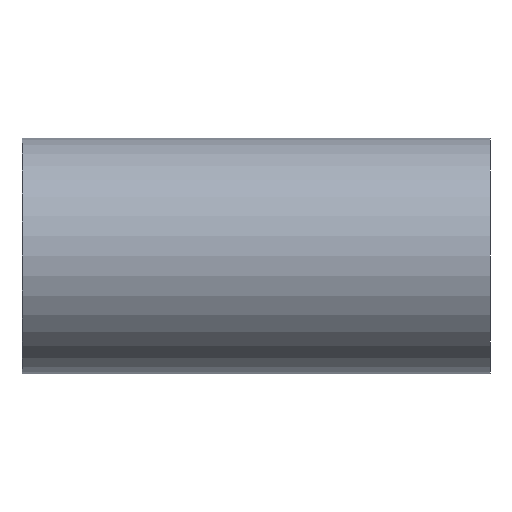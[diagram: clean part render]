
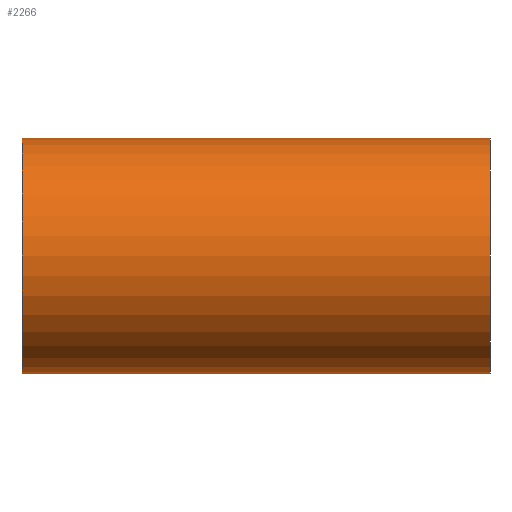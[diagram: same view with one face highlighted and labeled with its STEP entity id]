
A CAD part, left-side view. The second image highlights one B-rep face of the part: STEP entity #2266.
In plain terms, the highlighted cylindrical face has radius 76.2 mm (diameter 152.4 mm), a partial arc.
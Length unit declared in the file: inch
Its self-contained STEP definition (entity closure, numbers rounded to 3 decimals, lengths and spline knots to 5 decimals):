
#81 = ORIENTED_EDGE ( 'NONE', *, *, #1778, .F. ) ;
#124 = CARTESIAN_POINT ( 'NONE',  ( 0., 0., 3. ) ) ;
#225 = CARTESIAN_POINT ( 'NONE',  ( 0., -7.60148, 3. ) ) ;
#276 = VERTEX_POINT ( 'NONE', #277 ) ;
#277 = CARTESIAN_POINT ( 'NONE',  ( 0., 4.32785, 3. ) ) ;
#327 = EDGE_LOOP ( 'NONE', ( #1840, #1290, #1637, #81 ) ) ;
#362 = DIRECTION ( 'NONE',  ( 0., 0., 1. ) ) ;
#533 = DIRECTION ( 'NONE',  ( 0., 0., 1. ) ) ;
#559 = AXIS2_PLACEMENT_3D ( 'NONE', #1595, #1182, #1401 ) ;
#706 = DIRECTION ( 'NONE',  ( 0., 1., 0. ) ) ;
#768 = CYLINDRICAL_SURFACE ( 'NONE', #1907, 3. ) ;
#781 = CIRCLE ( 'NONE', #1919, 3. ) ;
#1040 = VERTEX_POINT ( 'NONE', #1451 ) ;
#1105 = CARTESIAN_POINT ( 'NONE',  ( 0., 0., -3. ) ) ;
#1138 = LINE ( 'NONE', #1105, #1497 ) ;
#1182 = DIRECTION ( 'NONE',  ( 0., 1., 0. ) ) ;
#1237 = EDGE_CURVE ( 'NONE', #2478, #1040, #1138, .T. ) ;
#1290 = ORIENTED_EDGE ( 'NONE', *, *, #1828, .T. ) ;
#1358 = DIRECTION ( 'NONE',  ( 0., 1., 0. ) ) ;
#1401 = DIRECTION ( 'NONE',  ( 0., 0., 1. ) ) ;
#1451 = CARTESIAN_POINT ( 'NONE',  ( 0., 4.32785, -3. ) ) ;
#1457 = VERTEX_POINT ( 'NONE', #225 ) ;
#1497 = VECTOR ( 'NONE', #706, 39.37008 ) ;
#1535 = DIRECTION ( 'NONE',  ( 0., 1., 0. ) ) ;
#1561 = CARTESIAN_POINT ( 'NONE',  ( 0., 0., 0. ) ) ;
#1595 = CARTESIAN_POINT ( 'NONE',  ( 0., 4.32785, 0. ) ) ;
#1637 = ORIENTED_EDGE ( 'NONE', *, *, #1990, .T. ) ;
#1778 = EDGE_CURVE ( 'NONE', #1040, #276, #2600, .T. ) ;
#1785 = DIRECTION ( 'NONE',  ( 0., 1., 0. ) ) ;
#1806 = CARTESIAN_POINT ( 'NONE',  ( 0., -7.60148, 0. ) ) ;
#1828 = EDGE_CURVE ( 'NONE', #2478, #1457, #781, .T. ) ;
#1840 = ORIENTED_EDGE ( 'NONE', *, *, #1237, .F. ) ;
#1907 = AXIS2_PLACEMENT_3D ( 'NONE', #1561, #1785, #533 ) ;
#1919 = AXIS2_PLACEMENT_3D ( 'NONE', #1806, #1535, #362 ) ;
#1948 = LINE ( 'NONE', #124, #2168 ) ;
#1990 = EDGE_CURVE ( 'NONE', #1457, #276, #1948, .T. ) ;
#2168 = VECTOR ( 'NONE', #1358, 39.37008 ) ;
#2266 = ADVANCED_FACE ( 'NONE', ( #2582 ), #768, .T. ) ;
#2478 = VERTEX_POINT ( 'NONE', #2514 ) ;
#2514 = CARTESIAN_POINT ( 'NONE',  ( 0., -7.60148, -3. ) ) ;
#2582 = FACE_OUTER_BOUND ( 'NONE', #327, .T. ) ;
#2600 = CIRCLE ( 'NONE', #559, 3. ) ;
